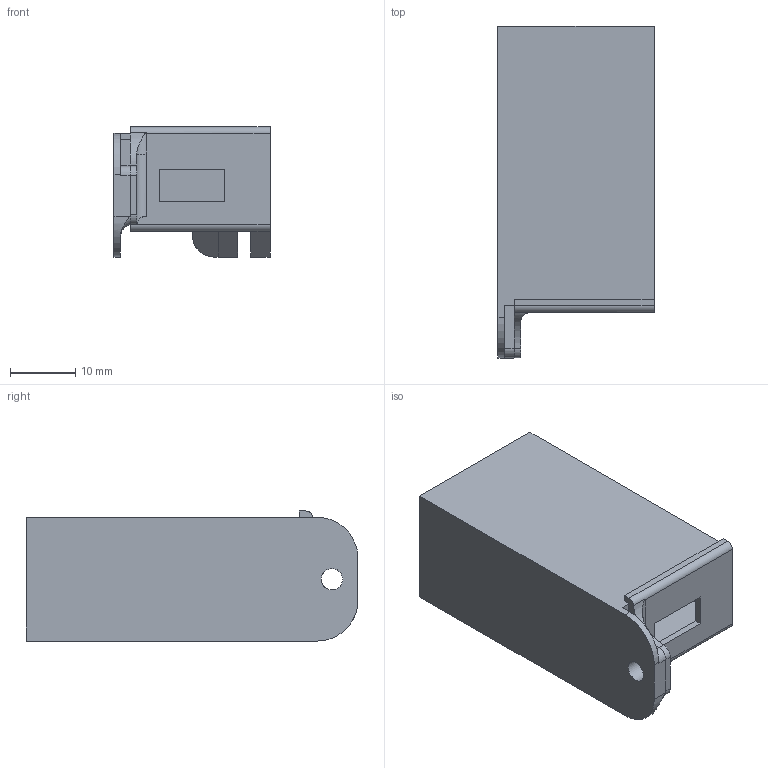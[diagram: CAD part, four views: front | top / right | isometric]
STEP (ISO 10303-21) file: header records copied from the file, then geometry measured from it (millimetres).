
FILE_DESCRIPTION(/* description */ (''),/* implementation_level */ '2;1');
FILE_NAME(/* name */ 'rc_joy_reciver_box v7.step',/* time_stamp */ '2023-11-22T12:38:13+01:00',/* author */ (''),/* organization */ (''),/* preprocessor_version */ 'ST-DEVELOPER v20',/* originating_system */ 'Autodesk Translation Framework v12.14.0.127',/* authorisation */ '');
FILE_SCHEMA (('AUTOMOTIVE_DESIGN { 1 0 10303 214 3 1 1 }'));
Length unit declared in the file: millimetre
Products named in the file (2): rc_joy_reciver_box; Component1
Assembly tree (1 placements, depth 2):
  rc_joy_reciver_box
    Component1
Bounding box: 24 x 51 x 20 mm (x, y, z)
Volume: 4641.1 mm3; surface area: 8968.9 mm2
Topology: 2 solids, 2 shells, 88 faces, 247 edges, 164 vertices
Faces by surface type: plane 69, cylinder 16, torus 2, cone 1
Full cylindrical faces by diameter (mm): 2 x1, 3.3 x2
Entity records: 2912 total; most frequent: CARTESIAN_POINT 543, ORIENTED_EDGE 494, DIRECTION 460, EDGE_CURVE 247, LINE 202, VECTOR 202, VERTEX_POINT 164, AXIS2_PLACEMENT_3D 129
